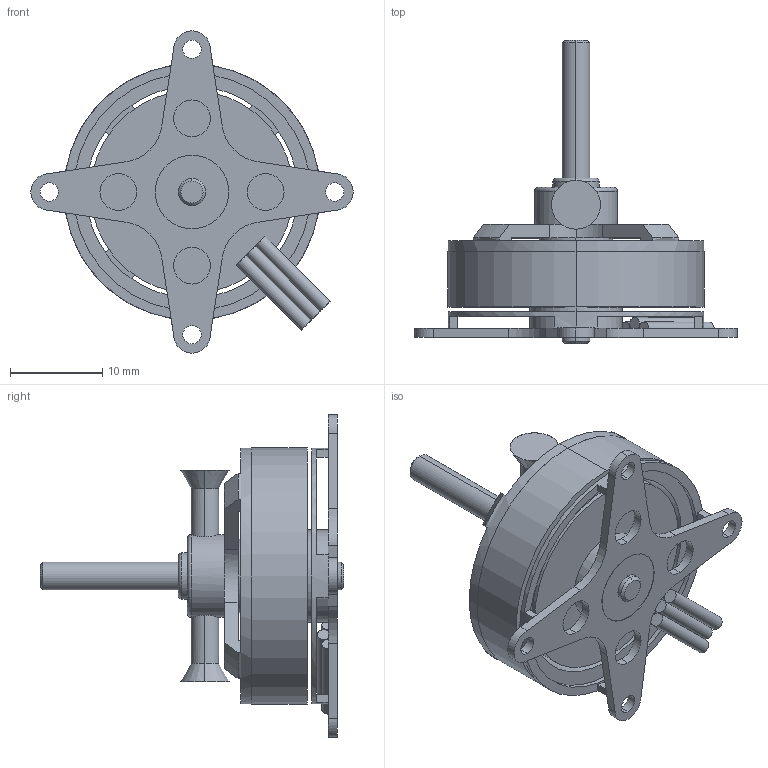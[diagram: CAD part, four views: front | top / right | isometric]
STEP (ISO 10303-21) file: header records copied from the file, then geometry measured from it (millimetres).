
FILE_DESCRIPTION (( 'STEP AP214' ), '1' );
FILE_NAME ('LE2204 kv1800.STEP', '2021-01-08T18:59:40', ( '' ), ( '' ), 'SwSTEP 2.0', 'SolidWorks 2013', '' );
FILE_SCHEMA (( 'AUTOMOTIVE_DESIGN' ));
Length unit declared in the file: millimetre
Products named in the file (1): LE2204 kv1800
Bounding box: 35 x 33 x 35 mm (x, y, z)
Volume: 4445.8 mm3; surface area: 5081.8 mm2
Topology: 6 solids, 6 shells, 182 faces, 469 edges, 294 vertices
Faces by surface type: cylinder 89, plane 75, cone 14, torus 4
Entity records: 6295 total; most frequent: CARTESIAN_POINT 1098, DIRECTION 1041, ORIENTED_EDGE 938, EDGE_CURVE 469, AXIS2_PLACEMENT_3D 413, VERTEX_POINT 294, CIRCLE 230, LINE 215
